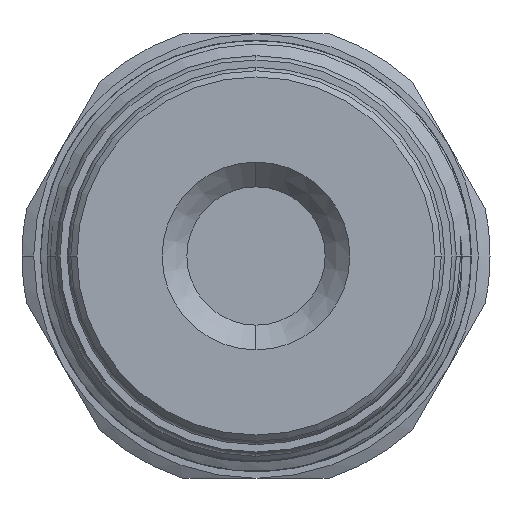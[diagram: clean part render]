
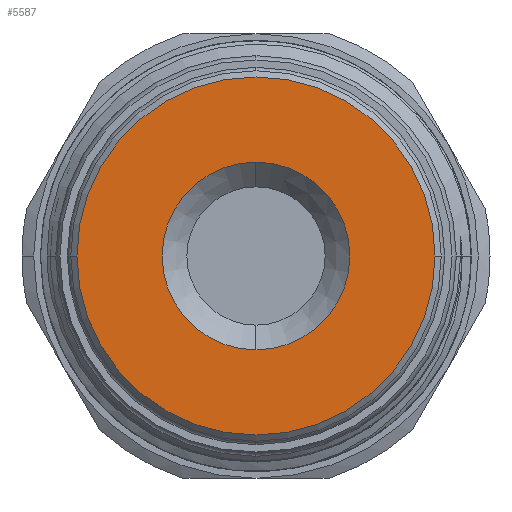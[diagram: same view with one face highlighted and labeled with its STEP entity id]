
A CAD part, left-side view. The second image highlights one B-rep face of the part: STEP entity #5587.
In plain terms, the highlighted planar face has unit normal (-1, 0, 0).
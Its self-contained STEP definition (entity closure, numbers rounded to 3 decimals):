
#89 = PLANE ( 'NONE',  #13951 ) ;
#1303 = DIRECTION ( 'NONE',  ( 1., 0., 0. ) ) ;
#2358 = DIRECTION ( 'NONE',  ( -1., 0., 0. ) ) ;
#2478 = EDGE_LOOP ( 'NONE', ( #9514, #9785 ) ) ;
#2524 = CIRCLE ( 'NONE', #10017, 14.5 ) ;
#2858 = FACE_OUTER_BOUND ( 'NONE', #2478, .T. ) ;
#2900 = ORIENTED_EDGE ( 'NONE', *, *, #5510, .T. ) ;
#3021 = VERTEX_POINT ( 'NONE', #5112 ) ;
#3034 = CARTESIAN_POINT ( 'NONE',  ( -30.774, -2.703, 7.6 ) ) ;
#3314 = DIRECTION ( 'NONE',  ( 0., 1., 0. ) ) ;
#3361 = VERTEX_POINT ( 'NONE', #3034 ) ;
#3708 = DIRECTION ( 'NONE',  ( 0., 1., 0. ) ) ;
#3824 = CIRCLE ( 'NONE', #14379, 7.6 ) ;
#4046 = EDGE_CURVE ( 'NONE', #9650, #3021, #2524, .T. ) ;
#4342 = AXIS2_PLACEMENT_3D ( 'NONE', #7948, #9052, #3314 ) ;
#4367 = CARTESIAN_POINT ( 'NONE',  ( -30.774, -2.703, -7.6 ) ) ;
#4432 = CIRCLE ( 'NONE', #9805, 14.5 ) ;
#4470 = FACE_BOUND ( 'NONE', #6002, .T. ) ;
#5107 = DIRECTION ( 'NONE',  ( 0., 1., 0. ) ) ;
#5112 = CARTESIAN_POINT ( 'NONE',  ( -30.774, 11.797, 0. ) ) ;
#5510 = EDGE_CURVE ( 'NONE', #5815, #3361, #5864, .T. ) ;
#5587 = ADVANCED_FACE ( 'NONE', ( #2858, #4470 ), #89, .F. ) ;
#5815 = VERTEX_POINT ( 'NONE', #4367 ) ;
#5864 = CIRCLE ( 'NONE', #4342, 7.6 ) ;
#6002 = EDGE_LOOP ( 'NONE', ( #10742, #2900 ) ) ;
#6828 = DIRECTION ( 'NONE',  ( -1., 0., 0. ) ) ;
#6894 = DIRECTION ( 'NONE',  ( 0., 1., 0. ) ) ;
#7948 = CARTESIAN_POINT ( 'NONE',  ( -30.774, -2.703, 0. ) ) ;
#9052 = DIRECTION ( 'NONE',  ( 1., 0., 0. ) ) ;
#9338 = EDGE_CURVE ( 'NONE', #3021, #9650, #4432, .T. ) ;
#9454 = DIRECTION ( 'NONE',  ( 1., 0., 0. ) ) ;
#9460 = DIRECTION ( 'NONE',  ( 0., 1., 0. ) ) ;
#9514 = ORIENTED_EDGE ( 'NONE', *, *, #9338, .T. ) ;
#9650 = VERTEX_POINT ( 'NONE', #13807 ) ;
#9785 = ORIENTED_EDGE ( 'NONE', *, *, #4046, .T. ) ;
#9805 = AXIS2_PLACEMENT_3D ( 'NONE', #13566, #6828, #9460 ) ;
#10017 = AXIS2_PLACEMENT_3D ( 'NONE', #13755, #2358, #6894 ) ;
#10742 = ORIENTED_EDGE ( 'NONE', *, *, #13709, .T. ) ;
#10795 = CARTESIAN_POINT ( 'NONE',  ( -30.774, -2.703, 0. ) ) ;
#13566 = CARTESIAN_POINT ( 'NONE',  ( -30.774, -2.703, 0. ) ) ;
#13709 = EDGE_CURVE ( 'NONE', #3361, #5815, #3824, .T. ) ;
#13755 = CARTESIAN_POINT ( 'NONE',  ( -30.774, -2.703, 0. ) ) ;
#13807 = CARTESIAN_POINT ( 'NONE',  ( -30.774, -17.203, 0. ) ) ;
#13877 = CARTESIAN_POINT ( 'NONE',  ( -30.774, -2.703, 0. ) ) ;
#13951 = AXIS2_PLACEMENT_3D ( 'NONE', #13877, #1303, #3708 ) ;
#14379 = AXIS2_PLACEMENT_3D ( 'NONE', #10795, #9454, #5107 ) ;
